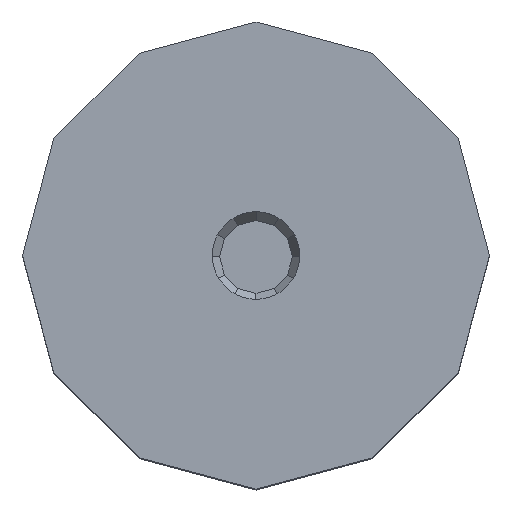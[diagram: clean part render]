
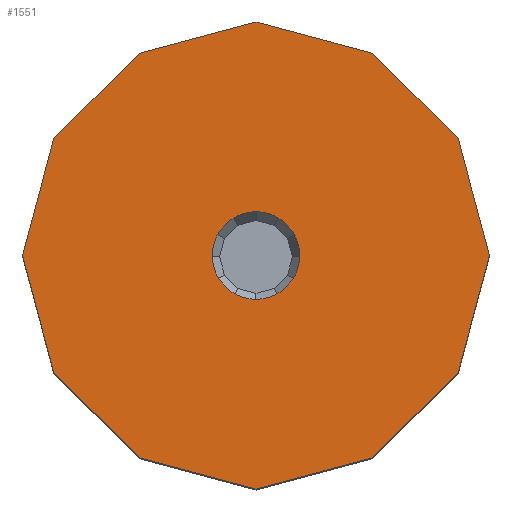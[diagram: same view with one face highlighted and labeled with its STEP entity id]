
A CAD part, top view. The second image highlights one B-rep face of the part: STEP entity #1551.
In plain terms, the highlighted planar face has unit normal (0, 0, 1).
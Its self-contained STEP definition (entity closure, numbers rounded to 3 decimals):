
#15=FACE_BOUND('',#136,.T.);
#17=CIRCLE('',#1675,2.25);
#34=FACE_OUTER_BOUND('',#135,.T.);
#135=EDGE_LOOP('',(#1063,#1064,#1065,#1066,#1067,#1068,#1069,#1070,#1071,
#1072,#1073,#1074));
#136=EDGE_LOOP('',(#1075));
#261=LINE('',#2272,#478);
#262=LINE('',#2274,#479);
#263=LINE('',#2276,#480);
#264=LINE('',#2278,#481);
#265=LINE('',#2280,#482);
#266=LINE('',#2282,#483);
#267=LINE('',#2284,#484);
#268=LINE('',#2286,#485);
#269=LINE('',#2288,#486);
#270=LINE('',#2290,#487);
#271=LINE('',#2292,#488);
#272=LINE('',#2293,#489);
#478=VECTOR('',#1837,10.);
#479=VECTOR('',#1838,10.);
#480=VECTOR('',#1839,10.);
#481=VECTOR('',#1840,10.);
#482=VECTOR('',#1841,10.);
#483=VECTOR('',#1842,10.);
#484=VECTOR('',#1843,10.);
#485=VECTOR('',#1844,10.);
#486=VECTOR('',#1845,10.);
#487=VECTOR('',#1846,10.);
#488=VECTOR('',#1847,10.);
#489=VECTOR('',#1848,10.);
#682=VERTEX_POINT('',#2264);
#684=VERTEX_POINT('',#2270);
#685=VERTEX_POINT('',#2271);
#686=VERTEX_POINT('',#2273);
#687=VERTEX_POINT('',#2275);
#688=VERTEX_POINT('',#2277);
#689=VERTEX_POINT('',#2279);
#690=VERTEX_POINT('',#2281);
#691=VERTEX_POINT('',#2283);
#692=VERTEX_POINT('',#2285);
#693=VERTEX_POINT('',#2287);
#694=VERTEX_POINT('',#2289);
#695=VERTEX_POINT('',#2291);
#816=EDGE_CURVE('',#682,#682,#17,.T.);
#819=EDGE_CURVE('',#684,#685,#261,.T.);
#820=EDGE_CURVE('',#685,#686,#262,.T.);
#821=EDGE_CURVE('',#686,#687,#263,.T.);
#822=EDGE_CURVE('',#687,#688,#264,.T.);
#823=EDGE_CURVE('',#688,#689,#265,.T.);
#824=EDGE_CURVE('',#689,#690,#266,.T.);
#825=EDGE_CURVE('',#690,#691,#267,.T.);
#826=EDGE_CURVE('',#691,#692,#268,.T.);
#827=EDGE_CURVE('',#692,#693,#269,.T.);
#828=EDGE_CURVE('',#693,#694,#270,.T.);
#829=EDGE_CURVE('',#694,#695,#271,.T.);
#830=EDGE_CURVE('',#695,#684,#272,.T.);
#1063=ORIENTED_EDGE('',*,*,#819,.T.);
#1064=ORIENTED_EDGE('',*,*,#820,.T.);
#1065=ORIENTED_EDGE('',*,*,#821,.T.);
#1066=ORIENTED_EDGE('',*,*,#822,.T.);
#1067=ORIENTED_EDGE('',*,*,#823,.T.);
#1068=ORIENTED_EDGE('',*,*,#824,.T.);
#1069=ORIENTED_EDGE('',*,*,#825,.T.);
#1070=ORIENTED_EDGE('',*,*,#826,.T.);
#1071=ORIENTED_EDGE('',*,*,#827,.T.);
#1072=ORIENTED_EDGE('',*,*,#828,.T.);
#1073=ORIENTED_EDGE('',*,*,#829,.T.);
#1074=ORIENTED_EDGE('',*,*,#830,.T.);
#1075=ORIENTED_EDGE('',*,*,#816,.T.);
#1450=PLANE('',#1677);
#1551=ADVANCED_FACE('',(#34,#15),#1450,.T.);
#1675=AXIS2_PLACEMENT_3D('',#2265,#1830,#1831);
#1677=AXIS2_PLACEMENT_3D('',#2269,#1835,#1836);
#1830=DIRECTION('center_axis',(0.,0.,-1.));
#1831=DIRECTION('ref_axis',(0.966,0.259,0.));
#1835=DIRECTION('center_axis',(0.,0.,1.));
#1836=DIRECTION('ref_axis',(1.,0.,0.));
#1837=DIRECTION('',(-0.966,-0.259,0.));
#1838=DIRECTION('',(-0.707,-0.707,0.));
#1839=DIRECTION('',(-0.259,-0.966,0.));
#1840=DIRECTION('',(0.259,-0.966,0.));
#1841=DIRECTION('',(0.707,-0.707,0.));
#1842=DIRECTION('',(0.966,-0.259,0.));
#1843=DIRECTION('',(0.966,0.259,0.));
#1844=DIRECTION('',(0.707,0.707,0.));
#1845=DIRECTION('',(0.259,0.966,0.));
#1846=DIRECTION('',(-0.259,0.966,0.));
#1847=DIRECTION('',(-0.707,0.707,0.));
#1848=DIRECTION('',(-0.966,0.259,0.));
#2264=CARTESIAN_POINT('',(-2.173,-0.582,29.));
#2265=CARTESIAN_POINT('Origin',(0.,0.,
29.));
#2269=CARTESIAN_POINT('Origin',(0.,0.,29.));
#2270=CARTESIAN_POINT('',(0.,12.,29.));
#2271=CARTESIAN_POINT('',(-6.,10.392,29.));
#2272=CARTESIAN_POINT('',(0.,12.,29.));
#2273=CARTESIAN_POINT('',(-10.392,6.,29.));
#2274=CARTESIAN_POINT('',(-6.,10.392,29.));
#2275=CARTESIAN_POINT('',(-12.,0.,29.));
#2276=CARTESIAN_POINT('',(-10.392,6.,29.));
#2277=CARTESIAN_POINT('',(-10.392,-6.,29.));
#2278=CARTESIAN_POINT('',(-12.,0.,29.));
#2279=CARTESIAN_POINT('',(-6.,-10.392,29.));
#2280=CARTESIAN_POINT('',(-10.392,-6.,29.));
#2281=CARTESIAN_POINT('',(0.,-12.,29.));
#2282=CARTESIAN_POINT('',(-6.,-10.392,29.));
#2283=CARTESIAN_POINT('',(6.,-10.392,29.));
#2284=CARTESIAN_POINT('',(0.,-12.,29.));
#2285=CARTESIAN_POINT('',(10.392,-6.,29.));
#2286=CARTESIAN_POINT('',(6.,-10.392,29.));
#2287=CARTESIAN_POINT('',(12.,0.,29.));
#2288=CARTESIAN_POINT('',(10.392,-6.,29.));
#2289=CARTESIAN_POINT('',(10.392,6.,29.));
#2290=CARTESIAN_POINT('',(12.,0.,29.));
#2291=CARTESIAN_POINT('',(6.,10.392,29.));
#2292=CARTESIAN_POINT('',(10.392,6.,29.));
#2293=CARTESIAN_POINT('',(6.,10.392,29.));
